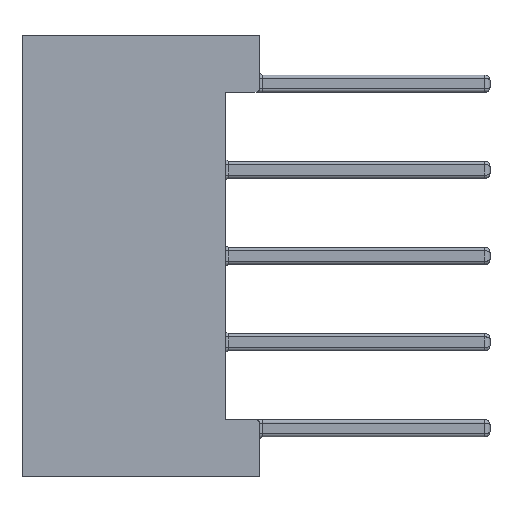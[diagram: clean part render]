
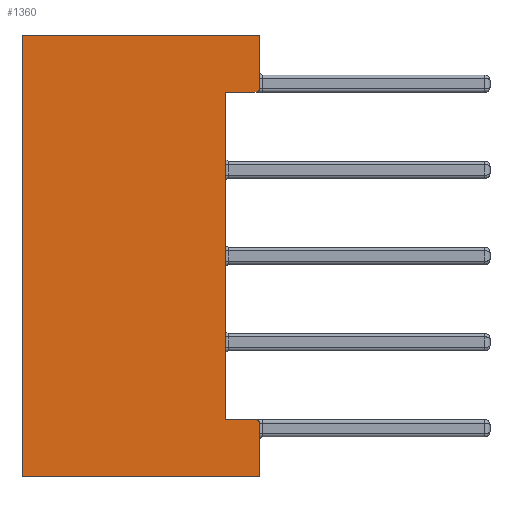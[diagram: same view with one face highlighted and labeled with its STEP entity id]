
A CAD part, left-side view. The second image highlights one B-rep face of the part: STEP entity #1360.
In plain terms, the highlighted planar face has unit normal (-1, 0, 0).
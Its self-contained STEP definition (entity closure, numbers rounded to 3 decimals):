
#81 = EDGE_CURVE ( 'NONE', #7312, #2933, #10183, .T. ) ;
#318 = PLANE ( 'NONE',  #14099 ) ;
#348 = DIRECTION ( 'NONE',  ( 0., 1., 0. ) ) ;
#477 = VERTEX_POINT ( 'NONE', #9011 ) ;
#558 = EDGE_CURVE ( 'NONE', #2933, #11949, #1694, .T. ) ;
#711 = CARTESIAN_POINT ( 'NONE',  ( -5., 0.1, 4.825 ) ) ;
#971 = AXIS2_PLACEMENT_3D ( 'NONE', #3191, #7487, #9844 ) ;
#1142 = VECTOR ( 'NONE', #1421, 1000. ) ;
#1243 = VERTEX_POINT ( 'NONE', #5139 ) ;
#1360 = ADVANCED_FACE ( 'NONE', ( #7710 ), #318, .F. ) ;
#1393 = VECTOR ( 'NONE', #8460, 1000. ) ;
#1421 = DIRECTION ( 'NONE',  ( 0., 0., 1. ) ) ;
#1471 = DIRECTION ( 'NONE',  ( 1., 0., 0. ) ) ;
#1554 = VECTOR ( 'NONE', #12185, 1000. ) ;
#1618 = VECTOR ( 'NONE', #4557, 1000. ) ;
#1694 = LINE ( 'NONE', #10441, #10873 ) ;
#1707 = ORIENTED_EDGE ( 'NONE', *, *, #4739, .F. ) ;
#2069 = LINE ( 'NONE', #7506, #2195 ) ;
#2095 = ORIENTED_EDGE ( 'NONE', *, *, #8647, .T. ) ;
#2102 = DIRECTION ( 'NONE',  ( 0., 0., -1. ) ) ;
#2133 = CIRCLE ( 'NONE', #971, 0.1 ) ;
#2195 = VECTOR ( 'NONE', #9799, 1000. ) ;
#2833 = EDGE_CURVE ( 'NONE', #477, #8818, #3895, .T. ) ;
#2933 = VERTEX_POINT ( 'NONE', #11749 ) ;
#3191 = CARTESIAN_POINT ( 'NONE',  ( -5., 0.1, -4.925 ) ) ;
#3895 = LINE ( 'NONE', #13560, #10568 ) ;
#4196 = EDGE_CURVE ( 'NONE', #4350, #7312, #2133, .T. ) ;
#4350 = VERTEX_POINT ( 'NONE', #10144 ) ;
#4506 = ORIENTED_EDGE ( 'NONE', *, *, #12096, .F. ) ;
#4514 = LINE ( 'NONE', #7797, #1554 ) ;
#4557 = DIRECTION ( 'NONE',  ( 0., -1., 0. ) ) ;
#4632 = ORIENTED_EDGE ( 'NONE', *, *, #2833, .T. ) ;
#4739 = EDGE_CURVE ( 'NONE', #1243, #7510, #9529, .T. ) ;
#5139 = CARTESIAN_POINT ( 'NONE',  ( -5., 7., 6.5 ) ) ;
#5191 = CARTESIAN_POINT ( 'NONE',  ( -5., 0., -6.5 ) ) ;
#5479 = CARTESIAN_POINT ( 'NONE',  ( -5., 0., 4.825 ) ) ;
#5513 = ORIENTED_EDGE ( 'NONE', *, *, #13662, .T. ) ;
#5547 = ORIENTED_EDGE ( 'NONE', *, *, #13476, .T. ) ;
#5693 = ORIENTED_EDGE ( 'NONE', *, *, #81, .T. ) ;
#5790 = ORIENTED_EDGE ( 'NONE', *, *, #4196, .T. ) ;
#5903 = AXIS2_PLACEMENT_3D ( 'NONE', #7474, #14085, #2102 ) ;
#6268 = CARTESIAN_POINT ( 'NONE',  ( -5., 0., 6.5 ) ) ;
#6360 = CARTESIAN_POINT ( 'NONE',  ( -5., 1., 4.825 ) ) ;
#7191 = VERTEX_POINT ( 'NONE', #11624 ) ;
#7258 = VERTEX_POINT ( 'NONE', #711 ) ;
#7312 = VERTEX_POINT ( 'NONE', #9817 ) ;
#7474 = CARTESIAN_POINT ( 'NONE',  ( -5., 0.1, 4.925 ) ) ;
#7487 = DIRECTION ( 'NONE',  ( -1., 0., 0. ) ) ;
#7506 = CARTESIAN_POINT ( 'NONE',  ( -5., 0., 6.5 ) ) ;
#7510 = VERTEX_POINT ( 'NONE', #6268 ) ;
#7710 = FACE_OUTER_BOUND ( 'NONE', #12042, .T. ) ;
#7797 = CARTESIAN_POINT ( 'NONE',  ( -5., 7., 6.5 ) ) ;
#7807 = CARTESIAN_POINT ( 'NONE',  ( -5., 0., 6.5 ) ) ;
#8294 = DIRECTION ( 'NONE',  ( 0., 0., 1. ) ) ;
#8460 = DIRECTION ( 'NONE',  ( 0., -1., 0. ) ) ;
#8647 = EDGE_CURVE ( 'NONE', #7191, #7510, #2069, .T. ) ;
#8818 = VERTEX_POINT ( 'NONE', #5191 ) ;
#9011 = CARTESIAN_POINT ( 'NONE',  ( -5., 7., -6.5 ) ) ;
#9088 = ORIENTED_EDGE ( 'NONE', *, *, #558, .T. ) ;
#9160 = LINE ( 'NONE', #7807, #1142 ) ;
#9162 = CARTESIAN_POINT ( 'NONE',  ( -5., 0., -4.825 ) ) ;
#9346 = CIRCLE ( 'NONE', #5903, 0.1 ) ;
#9529 = LINE ( 'NONE', #13925, #1393 ) ;
#9799 = DIRECTION ( 'NONE',  ( 0., 0., 1. ) ) ;
#9817 = CARTESIAN_POINT ( 'NONE',  ( -5., 0.1, -4.825 ) ) ;
#9844 = DIRECTION ( 'NONE',  ( 0., 0., -1. ) ) ;
#9924 = LINE ( 'NONE', #5479, #1618 ) ;
#10144 = CARTESIAN_POINT ( 'NONE',  ( -5., 0., -4.925 ) ) ;
#10183 = LINE ( 'NONE', #9162, #13140 ) ;
#10223 = DIRECTION ( 'NONE',  ( 0., 0., -1. ) ) ;
#10441 = CARTESIAN_POINT ( 'NONE',  ( -5., 1., 4.825 ) ) ;
#10568 = VECTOR ( 'NONE', #12622, 1000. ) ;
#10577 = EDGE_CURVE ( 'NONE', #7258, #7191, #9346, .T. ) ;
#10644 = ORIENTED_EDGE ( 'NONE', *, *, #10577, .T. ) ;
#10873 = VECTOR ( 'NONE', #8294, 1000. ) ;
#11624 = CARTESIAN_POINT ( 'NONE',  ( -5., 0., 4.925 ) ) ;
#11749 = CARTESIAN_POINT ( 'NONE',  ( -5., 1., -4.825 ) ) ;
#11949 = VERTEX_POINT ( 'NONE', #6360 ) ;
#12042 = EDGE_LOOP ( 'NONE', ( #5513, #10644, #2095, #1707, #4506, #4632, #5547, #5790, #5693, #9088 ) ) ;
#12096 = EDGE_CURVE ( 'NONE', #477, #1243, #4514, .T. ) ;
#12185 = DIRECTION ( 'NONE',  ( 0., 0., 1. ) ) ;
#12381 = CARTESIAN_POINT ( 'NONE',  ( -5., 7., 6.5 ) ) ;
#12622 = DIRECTION ( 'NONE',  ( 0., -1., 0. ) ) ;
#13140 = VECTOR ( 'NONE', #348, 1000. ) ;
#13476 = EDGE_CURVE ( 'NONE', #8818, #4350, #9160, .T. ) ;
#13560 = CARTESIAN_POINT ( 'NONE',  ( -5., 7., -6.5 ) ) ;
#13662 = EDGE_CURVE ( 'NONE', #11949, #7258, #9924, .T. ) ;
#13925 = CARTESIAN_POINT ( 'NONE',  ( -5., 7., 6.5 ) ) ;
#14085 = DIRECTION ( 'NONE',  ( -1., 0., 0. ) ) ;
#14099 = AXIS2_PLACEMENT_3D ( 'NONE', #12381, #1471, #10223 ) ;
